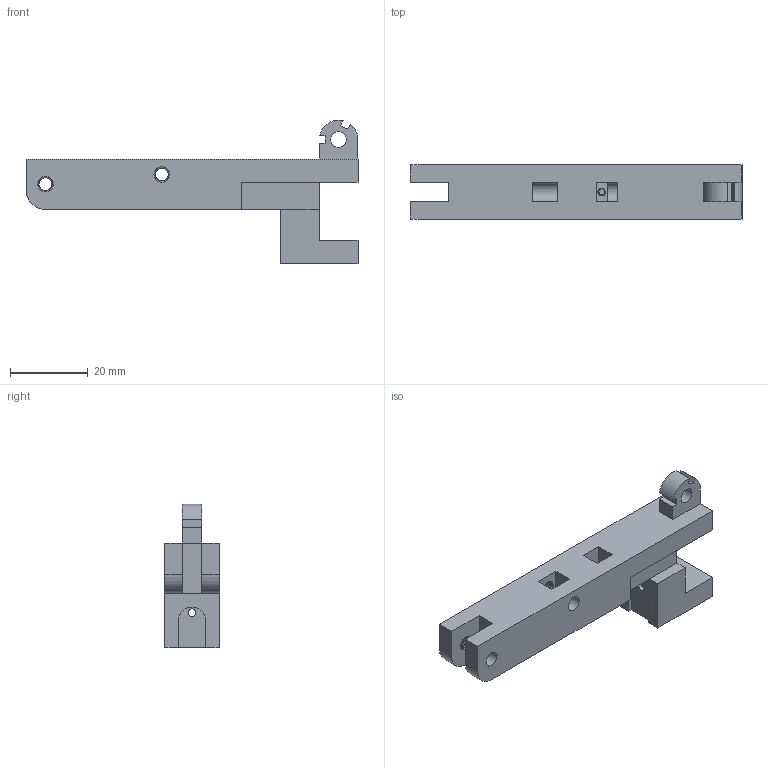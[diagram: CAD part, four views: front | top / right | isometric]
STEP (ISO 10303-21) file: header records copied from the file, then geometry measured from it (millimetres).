
FILE_DESCRIPTION(/* description */ (''),/* implementation_level */ '2;1');
FILE_NAME(/* name */ 'Usinage v3.step',/* time_stamp */ '2019-08-19T13:38:25+02:00',/* author */ (''),/* organization */ (''),/* preprocessor_version */ 'ST-DEVELOPER v18',/* originating_system */ 'Autodesk Translation Framework v8.6.0.1094',/* authorisation */ '');
FILE_SCHEMA (('AUTOMOTIVE_DESIGN { 1 0 10303 214 3 1 1 }'));
Length unit declared in the file: millimetre
Products named in the file (1): 22
Bounding box: 85.6 x 14 x 36.99 mm (x, y, z)
Volume: 14980.3 mm3; surface area: 7736 mm2
Topology: 1 solids, 1 shells, 125 faces, 355 edges, 230 vertices
Faces by surface type: cylinder 72, plane 47, bspline 6
Full cylindrical faces by diameter (mm): 1.623 x11, 2 x1, 2.074 x11, 3.332 x14, 4 x3, 4.109 x7, 4.11 x7, 5 x1
Entity records: 7546 total; most frequent: CARTESIAN_POINT 4466, ORIENTED_EDGE 710, DIRECTION 510, EDGE_CURVE 355, VERTEX_POINT 230, LINE 192, VECTOR 192, AXIS2_PLACEMENT_3D 159
